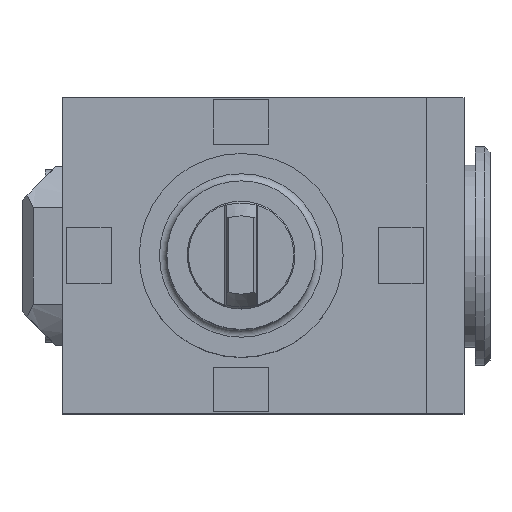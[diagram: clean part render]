
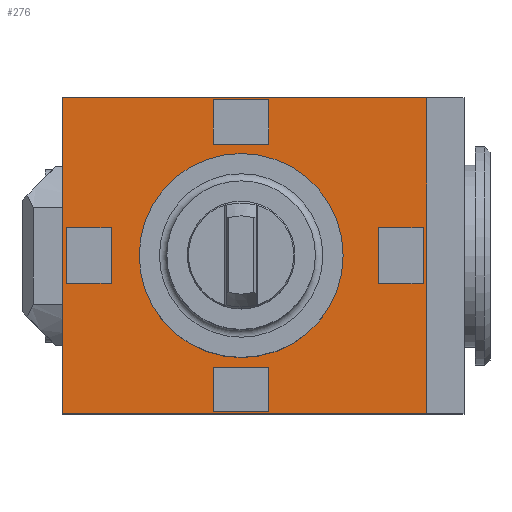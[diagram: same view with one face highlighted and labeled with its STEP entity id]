
A CAD part, top view. The second image highlights one B-rep face of the part: STEP entity #276.
In plain terms, the highlighted planar face has unit normal (0, 0, 1).
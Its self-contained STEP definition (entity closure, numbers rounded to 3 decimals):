
#110=CIRCLE('',#1666,27.45);
#172=FACE_BOUND('',#518,.T.);
#173=FACE_BOUND('',#519,.T.);
#174=FACE_BOUND('',#520,.T.);
#175=FACE_BOUND('',#521,.T.);
#176=FACE_BOUND('',#522,.T.);
#177=FACE_BOUND('',#523,.T.);
#276=ADVANCED_FACE('',(#172,#173,#174,#175,#176,#177),#341,.F.);
#341=PLANE('',#1687);
#518=EDGE_LOOP('',(#880,#881,#882,#883));
#519=EDGE_LOOP('',(#884,#885,#886,#887));
#520=EDGE_LOOP('',(#888));
#521=EDGE_LOOP('',(#889,#890,#891,#892));
#522=EDGE_LOOP('',(#893,#894,#895,#896));
#523=EDGE_LOOP('',(#897,#898,#899,#900));
#880=ORIENTED_EDGE('',*,*,#1165,.T.);
#881=ORIENTED_EDGE('',*,*,#1172,.T.);
#882=ORIENTED_EDGE('',*,*,#1170,.T.);
#883=ORIENTED_EDGE('',*,*,#1168,.T.);
#884=ORIENTED_EDGE('',*,*,#1196,.F.);
#885=ORIENTED_EDGE('',*,*,#1189,.F.);
#886=ORIENTED_EDGE('',*,*,#1192,.F.);
#887=ORIENTED_EDGE('',*,*,#1194,.F.);
#888=ORIENTED_EDGE('',*,*,#1244,.F.);
#889=ORIENTED_EDGE('',*,*,#1246,.T.);
#890=ORIENTED_EDGE('',*,*,#1131,.F.);
#891=ORIENTED_EDGE('',*,*,#1251,.F.);
#892=ORIENTED_EDGE('',*,*,#1256,.T.);
#893=ORIENTED_EDGE('',*,*,#1208,.F.);
#894=ORIENTED_EDGE('',*,*,#1201,.F.);
#895=ORIENTED_EDGE('',*,*,#1204,.F.);
#896=ORIENTED_EDGE('',*,*,#1206,.F.);
#897=ORIENTED_EDGE('',*,*,#1184,.F.);
#898=ORIENTED_EDGE('',*,*,#1177,.F.);
#899=ORIENTED_EDGE('',*,*,#1180,.F.);
#900=ORIENTED_EDGE('',*,*,#1182,.F.);
#977=VERTEX_POINT('',#2310);
#978=VERTEX_POINT('',#2311);
#1003=VERTEX_POINT('',#2394);
#1004=VERTEX_POINT('',#2395);
#1005=VERTEX_POINT('',#2400);
#1006=VERTEX_POINT('',#2404);
#1011=VERTEX_POINT('',#2419);
#1012=VERTEX_POINT('',#2420);
#1013=VERTEX_POINT('',#2425);
#1014=VERTEX_POINT('',#2429);
#1019=VERTEX_POINT('',#2444);
#1020=VERTEX_POINT('',#2445);
#1021=VERTEX_POINT('',#2450);
#1022=VERTEX_POINT('',#2454);
#1027=VERTEX_POINT('',#2469);
#1028=VERTEX_POINT('',#2470);
#1029=VERTEX_POINT('',#2475);
#1030=VERTEX_POINT('',#2479);
#1060=VERTEX_POINT('',#2663);
#1062=VERTEX_POINT('',#2669);
#1066=VERTEX_POINT('',#2679);
#1131=EDGE_CURVE('',#977,#978,#1317,.T.);
#1165=EDGE_CURVE('',#1003,#1004,#1332,.T.);
#1168=EDGE_CURVE('',#1005,#1003,#1335,.T.);
#1170=EDGE_CURVE('',#1006,#1005,#1337,.T.);
#1172=EDGE_CURVE('',#1004,#1006,#1339,.T.);
#1177=EDGE_CURVE('',#1011,#1012,#1344,.T.);
#1180=EDGE_CURVE('',#1013,#1011,#1347,.T.);
#1182=EDGE_CURVE('',#1014,#1013,#1349,.T.);
#1184=EDGE_CURVE('',#1012,#1014,#1351,.T.);
#1189=EDGE_CURVE('',#1019,#1020,#1356,.T.);
#1192=EDGE_CURVE('',#1021,#1019,#1359,.T.);
#1194=EDGE_CURVE('',#1022,#1021,#1361,.T.);
#1196=EDGE_CURVE('',#1020,#1022,#1363,.T.);
#1201=EDGE_CURVE('',#1027,#1028,#1368,.T.);
#1204=EDGE_CURVE('',#1029,#1027,#1371,.T.);
#1206=EDGE_CURVE('',#1030,#1029,#1373,.T.);
#1208=EDGE_CURVE('',#1028,#1030,#1375,.T.);
#1244=EDGE_CURVE('',#1060,#1060,#110,.T.);
#1246=EDGE_CURVE('',#1062,#978,#1388,.T.);
#1251=EDGE_CURVE('',#1066,#977,#1393,.T.);
#1256=EDGE_CURVE('',#1066,#1062,#1398,.T.);
#1317=LINE('',#2309,#1445);
#1332=LINE('',#2393,#1460);
#1335=LINE('',#2399,#1463);
#1337=LINE('',#2403,#1465);
#1339=LINE('',#2407,#1467);
#1344=LINE('',#2418,#1472);
#1347=LINE('',#2424,#1475);
#1349=LINE('',#2428,#1477);
#1351=LINE('',#2432,#1479);
#1356=LINE('',#2443,#1484);
#1359=LINE('',#2449,#1487);
#1361=LINE('',#2453,#1489);
#1363=LINE('',#2457,#1491);
#1368=LINE('',#2468,#1496);
#1371=LINE('',#2474,#1499);
#1373=LINE('',#2478,#1501);
#1375=LINE('',#2482,#1503);
#1388=LINE('',#2668,#1516);
#1393=LINE('',#2678,#1521);
#1398=LINE('',#2688,#1526);
#1445=VECTOR('',#1811,1.);
#1460=VECTOR('',#1912,1.);
#1463=VECTOR('',#1917,1.);
#1465=VECTOR('',#1921,1.);
#1467=VECTOR('',#1925,1.);
#1472=VECTOR('',#1934,1.);
#1475=VECTOR('',#1939,1.);
#1477=VECTOR('',#1943,1.);
#1479=VECTOR('',#1947,1.);
#1484=VECTOR('',#1956,1.);
#1487=VECTOR('',#1961,1.);
#1489=VECTOR('',#1965,1.);
#1491=VECTOR('',#1969,1.);
#1496=VECTOR('',#1978,1.);
#1499=VECTOR('',#1983,1.);
#1501=VECTOR('',#1987,1.);
#1503=VECTOR('',#1991,1.);
#1516=VECTOR('',#2052,1.);
#1521=VECTOR('',#2059,1.);
#1526=VECTOR('',#2066,1.);
#1666=AXIS2_PLACEMENT_3D('',#2662,#2044,#2045);
#1687=AXIS2_PLACEMENT_3D('',#2707,#2100,#2101);
#1811=DIRECTION('',(0.,1.,0.));
#1912=DIRECTION('',(0.,1.,0.));
#1917=DIRECTION('',(-1.,0.,0.));
#1921=DIRECTION('',(0.,-1.,0.));
#1925=DIRECTION('',(1.,0.,0.));
#1934=DIRECTION('',(0.,-1.,0.));
#1939=DIRECTION('',(-1.,0.,0.));
#1943=DIRECTION('',(0.,1.,0.));
#1947=DIRECTION('',(1.,0.,0.));
#1956=DIRECTION('',(-1.,0.,0.));
#1961=DIRECTION('',(0.,1.,0.));
#1965=DIRECTION('',(1.,0.,0.));
#1969=DIRECTION('',(0.,-1.,0.));
#1978=DIRECTION('',(0.,-1.,0.));
#1983=DIRECTION('',(-1.,0.,0.));
#1987=DIRECTION('',(0.,1.,0.));
#1991=DIRECTION('',(1.,0.,0.));
#2044=DIRECTION('',(0.,0.,1.));
#2045=DIRECTION('',(-1.,0.,0.));
#2052=DIRECTION('',(-1.,0.,0.));
#2059=DIRECTION('',(-1.,0.,0.));
#2066=DIRECTION('',(0.,1.,0.));
#2100=DIRECTION('',(0.,0.,-1.));
#2101=DIRECTION('',(-1.,0.,0.));
#2309=CARTESIAN_POINT('',(-48.,-42.5,0.));
#2310=CARTESIAN_POINT('',(-48.,-42.5,0.));
#2311=CARTESIAN_POINT('',(-48.,42.5,0.));
#2393=CARTESIAN_POINT('',(-7.483,-42.,0.));
#2394=CARTESIAN_POINT('',(-7.483,-42.,0.));
#2395=CARTESIAN_POINT('',(-7.483,-30.,0.));
#2399=CARTESIAN_POINT('',(-7.483,-42.,0.));
#2400=CARTESIAN_POINT('',(7.5,-42.,0.));
#2403=CARTESIAN_POINT('',(7.5,-30.,0.));
#2404=CARTESIAN_POINT('',(7.5,-30.,0.));
#2407=CARTESIAN_POINT('',(7.5,-30.,0.));
#2418=CARTESIAN_POINT('',(-47.,7.5,0.));
#2419=CARTESIAN_POINT('',(-47.,7.5,0.));
#2420=CARTESIAN_POINT('',(-47.,-7.483,0.));
#2424=CARTESIAN_POINT('',(-47.,7.5,0.));
#2425=CARTESIAN_POINT('',(-35.,7.5,0.));
#2428=CARTESIAN_POINT('',(-35.,-7.483,0.));
#2429=CARTESIAN_POINT('',(-35.,-7.483,0.));
#2432=CARTESIAN_POINT('',(-35.,-7.483,0.));
#2443=CARTESIAN_POINT('',(7.5,42.,0.));
#2444=CARTESIAN_POINT('',(7.5,42.,0.));
#2445=CARTESIAN_POINT('',(-7.483,42.,0.));
#2449=CARTESIAN_POINT('',(7.5,42.,0.));
#2450=CARTESIAN_POINT('',(7.5,30.,0.));
#2453=CARTESIAN_POINT('',(-7.483,30.,0.));
#2454=CARTESIAN_POINT('',(-7.483,30.,0.));
#2457=CARTESIAN_POINT('',(-7.483,42.,0.));
#2468=CARTESIAN_POINT('',(37.,-7.5,0.));
#2469=CARTESIAN_POINT('',(37.,7.5,0.));
#2470=CARTESIAN_POINT('',(37.,-7.5,0.));
#2474=CARTESIAN_POINT('',(49.,7.5,0.));
#2475=CARTESIAN_POINT('',(49.,7.5,0.));
#2478=CARTESIAN_POINT('',(49.,-7.5,0.));
#2479=CARTESIAN_POINT('',(49.,-7.5,0.));
#2482=CARTESIAN_POINT('',(37.,-7.5,0.));
#2662=CARTESIAN_POINT('',(0.,0.,0.));
#2663=CARTESIAN_POINT('',(-27.45,0.,0.));
#2668=CARTESIAN_POINT('',(50.,42.5,0.));
#2669=CARTESIAN_POINT('',(50.,42.5,0.));
#2678=CARTESIAN_POINT('',(50.,-42.5,0.));
#2679=CARTESIAN_POINT('',(50.,-42.5,0.));
#2688=CARTESIAN_POINT('',(50.,-42.5,0.));
#2707=CARTESIAN_POINT('',(50.,-42.5,0.));
